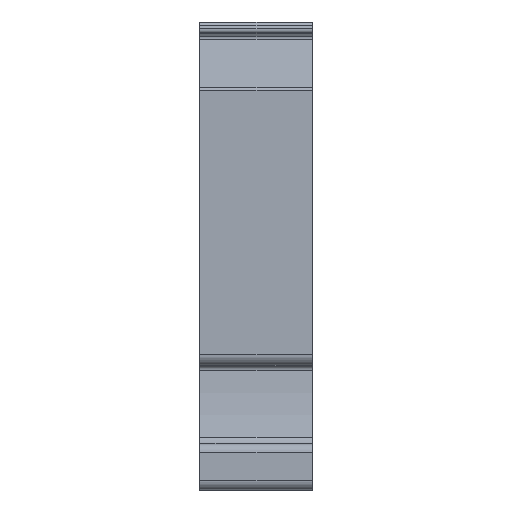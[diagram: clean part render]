
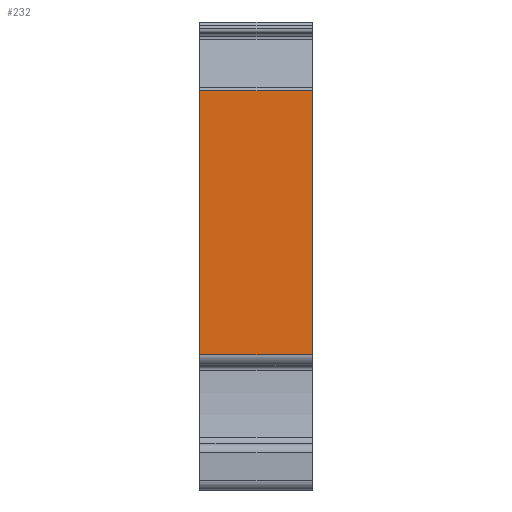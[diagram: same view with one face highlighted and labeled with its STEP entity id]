
A CAD part, left-side view. The second image highlights one B-rep face of the part: STEP entity #232.
In plain terms, the highlighted planar face has unit normal (-1, 0, 0).
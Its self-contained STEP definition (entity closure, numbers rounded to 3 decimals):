
#232 = ADVANCED_FACE( '', ( #598 ), #599, .T. );
#598 = FACE_OUTER_BOUND( '', #1100, .T. );
#599 = PLANE( '', #1101 );
#1100 = EDGE_LOOP( '', ( #1728, #1729, #1730, #1731 ) );
#1101 = AXIS2_PLACEMENT_3D( '', #1732, #1733, #1734 );
#1728 = ORIENTED_EDGE( '', *, *, #3213, .T. );
#1729 = ORIENTED_EDGE( '', *, *, #3214, .F. );
#1730 = ORIENTED_EDGE( '', *, *, #3215, .T. );
#1731 = ORIENTED_EDGE( '', *, *, #3216, .F. );
#1732 = CARTESIAN_POINT( '', ( -40.3, -6.1, -14.47 ) );
#1733 = DIRECTION( '', ( -1., 0., 0. ) );
#1734 = DIRECTION( '', ( 0., 0., 1. ) );
#3213 = EDGE_CURVE( '', #3925, #3926, #3927, .T. );
#3214 = EDGE_CURVE( '', #3928, #3926, #3929, .T. );
#3215 = EDGE_CURVE( '', #3928, #3930, #3931, .T. );
#3216 = EDGE_CURVE( '', #3925, #3930, #3932, .T. );
#3925 = VERTEX_POINT( '', #4933 );
#3926 = VERTEX_POINT( '', #4934 );
#3927 = LINE( '', #4935, #4936 );
#3928 = VERTEX_POINT( '', #4937 );
#3929 = LINE( '', #4938, #4939 );
#3930 = VERTEX_POINT( '', #4940 );
#3931 = LINE( '', #4941, #4942 );
#3932 = LINE( '', #4943, #4944 );
#4933 = CARTESIAN_POINT( '', ( -40.3, 6.1, -14.47 ) );
#4934 = CARTESIAN_POINT( '', ( -40.3, -6.1, -14.47 ) );
#4935 = CARTESIAN_POINT( '', ( -40.3, -6.1, -14.47 ) );
#4936 = VECTOR( '', #6056, 1000. );
#4937 = CARTESIAN_POINT( '', ( -40.3, -6.1, 14.043 ) );
#4938 = CARTESIAN_POINT( '', ( -40.3, -6.1, 14.043 ) );
#4939 = VECTOR( '', #6057, 1000. );
#4940 = CARTESIAN_POINT( '', ( -40.3, 6.1, 14.043 ) );
#4941 = CARTESIAN_POINT( '', ( -40.3, -6.1, 14.043 ) );
#4942 = VECTOR( '', #6058, 1000. );
#4943 = CARTESIAN_POINT( '', ( -40.3, 6.1, -29.269 ) );
#4944 = VECTOR( '', #6059, 1000. );
#6056 = DIRECTION( '', ( 0., -1., 0. ) );
#6057 = DIRECTION( '', ( 0., 0., -1. ) );
#6058 = DIRECTION( '', ( 0., 1., 0. ) );
#6059 = DIRECTION( '', ( 0., 0., 1. ) );
